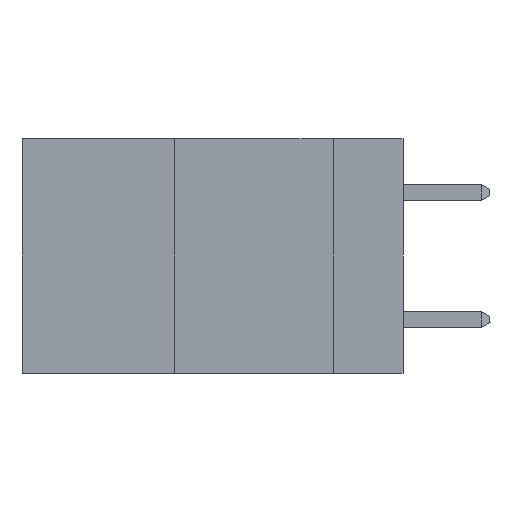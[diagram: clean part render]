
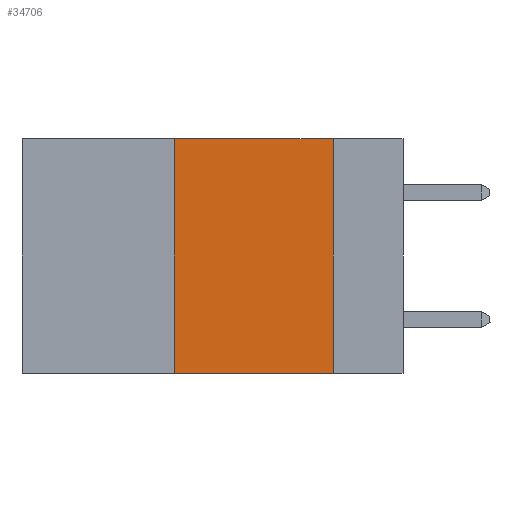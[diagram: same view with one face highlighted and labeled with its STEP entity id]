
A CAD part, left-side view. The second image highlights one B-rep face of the part: STEP entity #34706.
In plain terms, the highlighted planar face has unit normal (-1, 0, 0).
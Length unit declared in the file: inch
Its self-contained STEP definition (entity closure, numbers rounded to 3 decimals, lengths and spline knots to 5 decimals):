
#58 = VERTEX_POINT ( 'NONE', #475 ) ;
#475 = CARTESIAN_POINT ( 'NONE',  ( 0., 0.11, -0.37 ) ) ;
#1124 = VECTOR ( 'NONE', #4677, 39.37008 ) ;
#1233 = CARTESIAN_POINT ( 'NONE',  ( 0., 0.36, -0.37 ) ) ;
#2145 = CARTESIAN_POINT ( 'NONE',  ( 0., 0.36, 0. ) ) ;
#2898 = LINE ( 'NONE', #20134, #11008 ) ;
#4136 = DIRECTION ( 'NONE',  ( 0., 0., 1. ) ) ;
#4677 = DIRECTION ( 'NONE',  ( 0., -1., 0. ) ) ;
#4982 = FACE_OUTER_BOUND ( 'NONE', #43270, .T. ) ;
#10055 = ORIENTED_EDGE ( 'NONE', *, *, #35536, .T. ) ;
#11008 = VECTOR ( 'NONE', #37362, 39.37008 ) ;
#11646 = CARTESIAN_POINT ( 'NONE',  ( 0., 0.11, 0. ) ) ;
#13161 = CARTESIAN_POINT ( 'NONE',  ( 0., 0.6, 0. ) ) ;
#15179 = DIRECTION ( 'NONE',  ( 0., -1., 0. ) ) ;
#16309 = VECTOR ( 'NONE', #15179, 39.37008 ) ;
#17657 = ORIENTED_EDGE ( 'NONE', *, *, #41602, .F. ) ;
#18585 = VERTEX_POINT ( 'NONE', #11646 ) ;
#19240 = ORIENTED_EDGE ( 'NONE', *, *, #25666, .F. ) ;
#20066 = DIRECTION ( 'NONE',  ( 0., 0., -1. ) ) ;
#20134 = CARTESIAN_POINT ( 'NONE',  ( 0., 0.11, 0. ) ) ;
#23842 = EDGE_CURVE ( 'NONE', #25978, #18585, #35748, .T. ) ;
#25357 = CARTESIAN_POINT ( 'NONE',  ( 0., 0.6, -0.37 ) ) ;
#25434 = LINE ( 'NONE', #25357, #1124 ) ;
#25666 = EDGE_CURVE ( 'NONE', #33854, #25978, #42604, .T. ) ;
#25978 = VERTEX_POINT ( 'NONE', #2145 ) ;
#32323 = VECTOR ( 'NONE', #4136, 39.37008 ) ;
#33699 = AXIS2_PLACEMENT_3D ( 'NONE', #13161, #40769, #20066 ) ;
#33854 = VERTEX_POINT ( 'NONE', #1233 ) ;
#34706 = ADVANCED_FACE ( 'NONE', ( #4982 ), #37303, .F. ) ;
#35536 = EDGE_CURVE ( 'NONE', #33854, #58, #25434, .T. ) ;
#35748 = LINE ( 'NONE', #39306, #16309 ) ;
#37303 = PLANE ( 'NONE',  #33699 ) ;
#37362 = DIRECTION ( 'NONE',  ( 0., 0., -1. ) ) ;
#39306 = CARTESIAN_POINT ( 'NONE',  ( 0., 0.6, 0. ) ) ;
#40769 = DIRECTION ( 'NONE',  ( 1., 0., 0. ) ) ;
#40868 = ORIENTED_EDGE ( 'NONE', *, *, #23842, .F. ) ;
#41602 = EDGE_CURVE ( 'NONE', #18585, #58, #2898, .T. ) ;
#42198 = CARTESIAN_POINT ( 'NONE',  ( 0., 0.36, 0. ) ) ;
#42604 = LINE ( 'NONE', #42198, #32323 ) ;
#43270 = EDGE_LOOP ( 'NONE', ( #17657, #40868, #19240, #10055 ) ) ;
